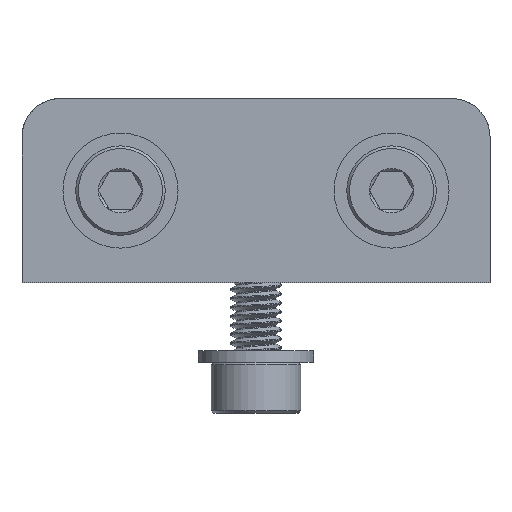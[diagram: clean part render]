
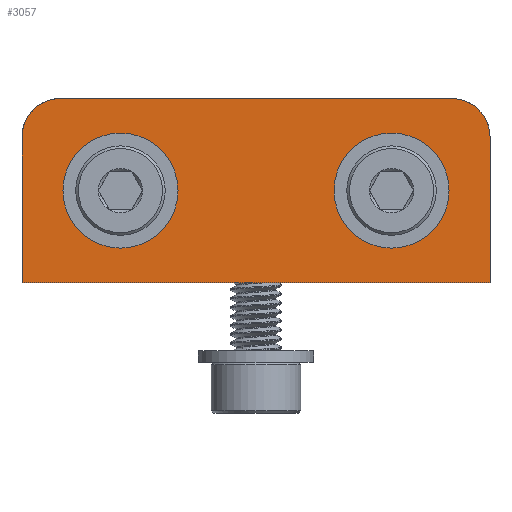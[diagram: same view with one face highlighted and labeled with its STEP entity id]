
A CAD part, front view. The second image highlights one B-rep face of the part: STEP entity #3057.
In plain terms, the highlighted face is planar.
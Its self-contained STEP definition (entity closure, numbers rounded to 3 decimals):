
#121=FACE_BOUND('',#702,.T.);
#122=FACE_BOUND('',#703,.T.);
#152=PLANE('',#3406);
#523=FACE_OUTER_BOUND('',#701,.T.);
#701=EDGE_LOOP('',(#2663,#2664,#2665,#2666,#2667,#2668));
#702=EDGE_LOOP('',(#2669));
#703=EDGE_LOOP('',(#2670));
#833=LINE('',#9910,#1009);
#840=LINE('',#9924,#1016);
#841=LINE('',#9926,#1017);
#842=LINE('',#9928,#1018);
#1009=VECTOR('',#4087,10.);
#1016=VECTOR('',#4096,10.);
#1017=VECTOR('',#4097,10.);
#1018=VECTOR('',#4098,10.);
#1189=CIRCLE('',#3403,3.);
#1190=CIRCLE('',#3407,3.);
#1191=CIRCLE('',#3408,2.3);
#1192=CIRCLE('',#3409,2.3);
#1430=VERTEX_POINT('',#9900);
#1431=VERTEX_POINT('',#9901);
#1434=VERTEX_POINT('',#9909);
#1440=VERTEX_POINT('',#9923);
#1441=VERTEX_POINT('',#9925);
#1442=VERTEX_POINT('',#9927);
#1443=VERTEX_POINT('',#9930);
#1444=VERTEX_POINT('',#9932);
#1848=EDGE_CURVE('',#1430,#1431,#1189,.T.);
#1852=EDGE_CURVE('',#1431,#1434,#833,.T.);
#1859=EDGE_CURVE('',#1430,#1440,#840,.T.);
#1860=EDGE_CURVE('',#1440,#1441,#841,.T.);
#1861=EDGE_CURVE('',#1441,#1442,#842,.T.);
#1862=EDGE_CURVE('',#1434,#1442,#1190,.T.);
#1863=EDGE_CURVE('',#1443,#1443,#1191,.T.);
#1864=EDGE_CURVE('',#1444,#1444,#1192,.T.);
#2663=ORIENTED_EDGE('',*,*,#1848,.F.);
#2664=ORIENTED_EDGE('',*,*,#1859,.T.);
#2665=ORIENTED_EDGE('',*,*,#1860,.T.);
#2666=ORIENTED_EDGE('',*,*,#1861,.T.);
#2667=ORIENTED_EDGE('',*,*,#1862,.F.);
#2668=ORIENTED_EDGE('',*,*,#1852,.F.);
#2669=ORIENTED_EDGE('',*,*,#1863,.T.);
#2670=ORIENTED_EDGE('',*,*,#1864,.T.);
#3057=ADVANCED_FACE('',(#523,#121,#122),#152,.T.);
#3403=AXIS2_PLACEMENT_3D('',#9902,#4079,#4080);
#3406=AXIS2_PLACEMENT_3D('',#9922,#4094,#4095);
#3407=AXIS2_PLACEMENT_3D('',#9929,#4099,#4100);
#3408=AXIS2_PLACEMENT_3D('',#9931,#4101,#4102);
#3409=AXIS2_PLACEMENT_3D('',#9933,#4103,#4104);
#4079=DIRECTION('center_axis',(0.,0.,1.));
#4080=DIRECTION('ref_axis',(-0.707,-0.707,0.));
#4087=DIRECTION('',(1.,0.,0.));
#4094=DIRECTION('center_axis',(0.,0.,-1.));
#4095=DIRECTION('ref_axis',(0.,1.,0.));
#4096=DIRECTION('',(0.,1.,0.));
#4097=DIRECTION('',(1.,0.,0.));
#4098=DIRECTION('',(0.,-1.,0.));
#4099=DIRECTION('center_axis',(0.,0.,1.));
#4100=DIRECTION('ref_axis',(0.707,-0.707,0.));
#4101=DIRECTION('center_axis',(0.,0.,1.));
#4102=DIRECTION('ref_axis',(1.,0.,0.));
#4103=DIRECTION('center_axis',(0.,0.,1.));
#4104=DIRECTION('ref_axis',(-1.,0.,0.));
#9900=CARTESIAN_POINT('',(-18.3,0.684,0.));
#9901=CARTESIAN_POINT('',(-15.3,-2.316,0.));
#9902=CARTESIAN_POINT('Origin',(-15.3,0.684,0.));
#9909=CARTESIAN_POINT('',(15.3,-2.316,0.));
#9910=CARTESIAN_POINT('',(0.,-2.316,0.));
#9922=CARTESIAN_POINT('Origin',(0.,-2.316,0.));
#9923=CARTESIAN_POINT('',(-18.3,12.084,0.));
#9924=CARTESIAN_POINT('',(-18.3,8.484,0.));
#9925=CARTESIAN_POINT('',(18.3,12.084,0.));
#9926=CARTESIAN_POINT('',(0.,12.084,0.));
#9927=CARTESIAN_POINT('',(18.3,0.684,0.));
#9928=CARTESIAN_POINT('',(18.3,1.284,0.));
#9929=CARTESIAN_POINT('Origin',(15.3,0.684,0.));
#9930=CARTESIAN_POINT('',(8.3,4.884,0.));
#9931=CARTESIAN_POINT('Origin',(10.6,4.884,0.));
#9932=CARTESIAN_POINT('',(-8.3,4.884,0.));
#9933=CARTESIAN_POINT('Origin',(-10.6,4.884,0.));
